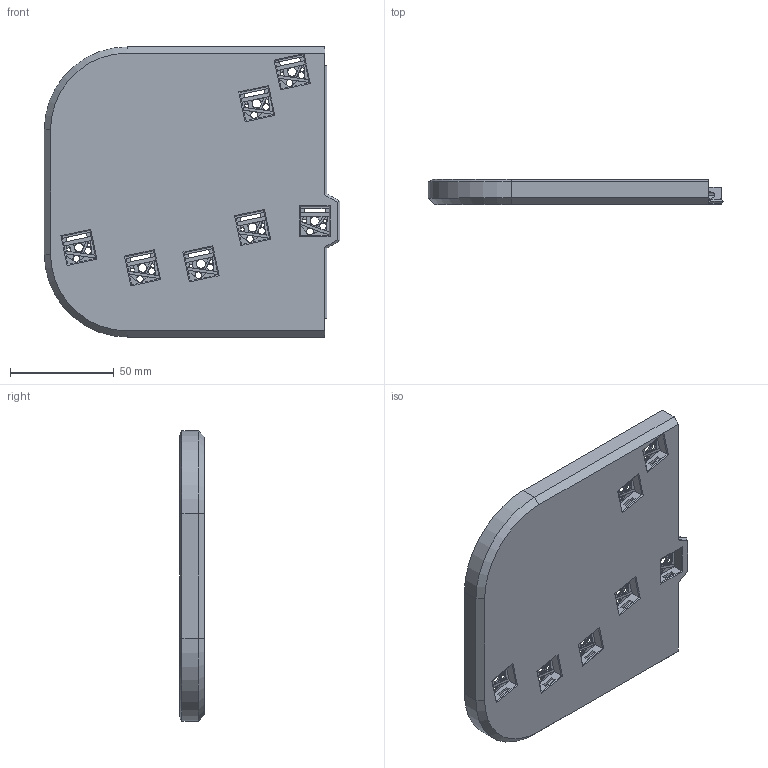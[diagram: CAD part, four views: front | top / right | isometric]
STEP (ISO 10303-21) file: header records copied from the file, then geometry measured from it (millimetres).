
FILE_DESCRIPTION (( 'STEP AP214' ), '1' );
FILE_NAME ('BubbleBox V4 SCR LH Standard.STEP', '2023-03-24T03:12:05', ( '' ), ( '' ), 'SwSTEP 2.0', 'SolidWorks 2022', '' );
FILE_SCHEMA (( 'AUTOMOTIVE_DESIGN' ));
Length unit declared in the file: millimetre
Products named in the file (1): BubbleBox V4 SCR LH Standard
Bounding box: 142.5 x 12 x 140 mm (x, y, z)
Volume: 69260.5 mm3; surface area: 50371.3 mm2
Topology: 1 solids, 1 shells, 821 faces, 2281 edges, 1492 vertices
Faces by surface type: plane 666, cylinder 123, cone 32
Entity records: 26080 total; most frequent: CARTESIAN_POINT 4658, ORIENTED_EDGE 4562, DIRECTION 4183, EDGE_CURVE 2281, LINE 1981, VECTOR 1981, VERTEX_POINT 1492, AXIS2_PLACEMENT_3D 1101
